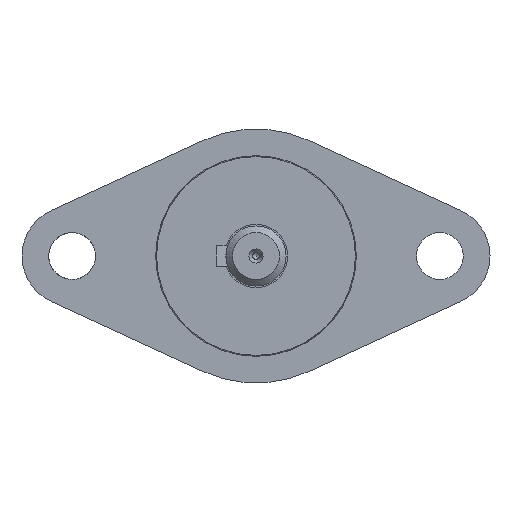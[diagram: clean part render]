
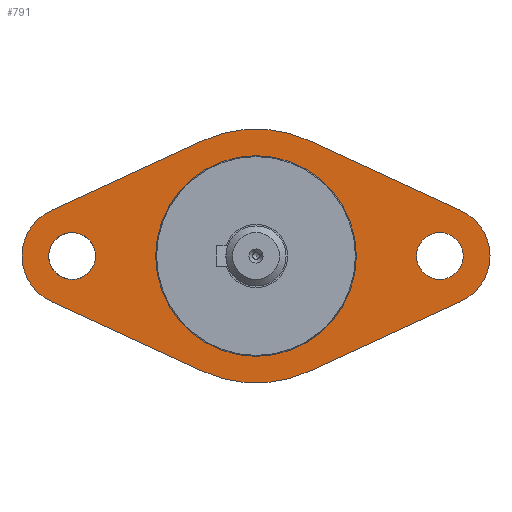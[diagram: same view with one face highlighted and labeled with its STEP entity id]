
A CAD part, left-side view. The second image highlights one B-rep face of the part: STEP entity #791.
In plain terms, the highlighted planar face has unit normal (-1, 0, 0).
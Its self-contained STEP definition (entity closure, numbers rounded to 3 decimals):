
#656=CARTESIAN_POINT('',(-65.7,0.,15.));
#657=VERTEX_POINT('',#656);
#658=CARTESIAN_POINT('',(-65.7,0.,0.));
#659=DIRECTION('',(1.0,0.0,0.0));
#660=DIRECTION('',(0.0,0.0,-1.0));
#661=AXIS2_PLACEMENT_3D('',#658,#659,#660);
#662=CIRCLE('',#661,15.0);
#663=EDGE_CURVE('',#657,#657,#662,.T.);
#691=CARTESIAN_POINT('',(-65.7,0.,0.));
#692=DIRECTION('',(1.0,0.0,0.0));
#693=DIRECTION('',(0.0,0.0,-1.0));
#694=AXIS2_PLACEMENT_3D('',#691,#692,#693);
#695=PLANE('',#694);
#696=CARTESIAN_POINT('',(-65.7,-30.636,-6.813));
#697=VERTEX_POINT('',#696);
#698=CARTESIAN_POINT('',(-65.7,-7.945,-17.259));
#699=VERTEX_POINT('',#698);
#700=CARTESIAN_POINT('',(-65.7,-30.636,-6.813));
#701=DIRECTION('',(0.0,0.908,-0.418));
#702=VECTOR('',#701,24.98);
#703=LINE('',#700,#702);
#704=EDGE_CURVE('',#697,#699,#703,.T.);
#705=ORIENTED_EDGE('',*,*,#704,.F.);
#706=CARTESIAN_POINT('',(-65.7,-30.636,6.813));
#707=VERTEX_POINT('',#706);
#708=CARTESIAN_POINT('',(-65.7,-27.5,0.));
#709=DIRECTION('',(1.,0.,0.));
#710=DIRECTION('',(0.,0.418,0.908));
#711=AXIS2_PLACEMENT_3D('',#708,#709,#710);
#712=CIRCLE('',#711,7.5);
#713=EDGE_CURVE('',#707,#697,#712,.T.);
#714=ORIENTED_EDGE('',*,*,#713,.F.);
#715=CARTESIAN_POINT('',(-65.7,-7.945,17.259));
#716=VERTEX_POINT('',#715);
#717=CARTESIAN_POINT('',(-65.7,-7.945,17.259));
#718=DIRECTION('',(0.0,-0.908,-0.418));
#719=VECTOR('',#718,24.98);
#720=LINE('',#717,#719);
#721=EDGE_CURVE('',#716,#707,#720,.T.);
#722=ORIENTED_EDGE('',*,*,#721,.F.);
#723=CARTESIAN_POINT('',(-65.7,7.945,17.259));
#724=VERTEX_POINT('',#723);
#725=CARTESIAN_POINT('',(-65.7,0.,0.));
#726=DIRECTION('',(1.0,0.,0.));
#727=DIRECTION('',(0.,0.418,-0.908));
#728=AXIS2_PLACEMENT_3D('',#725,#726,#727);
#729=CIRCLE('',#728,19.);
#730=EDGE_CURVE('',#724,#716,#729,.T.);
#731=ORIENTED_EDGE('',*,*,#730,.F.);
#732=CARTESIAN_POINT('',(-65.7,30.636,6.813));
#733=VERTEX_POINT('',#732);
#734=CARTESIAN_POINT('',(-65.7,30.636,6.813));
#735=DIRECTION('',(0.0,-0.908,0.418));
#736=VECTOR('',#735,24.98);
#737=LINE('',#734,#736);
#738=EDGE_CURVE('',#733,#724,#737,.T.);
#739=ORIENTED_EDGE('',*,*,#738,.F.);
#740=CARTESIAN_POINT('',(-65.7,30.636,-6.813));
#741=VERTEX_POINT('',#740);
#742=CARTESIAN_POINT('',(-65.7,27.5,0.));
#743=DIRECTION('',(1.0,0.,0.));
#744=DIRECTION('',(0.,-0.418,-0.908));
#745=AXIS2_PLACEMENT_3D('',#742,#743,#744);
#746=CIRCLE('',#745,7.5);
#747=EDGE_CURVE('',#741,#733,#746,.T.);
#748=ORIENTED_EDGE('',*,*,#747,.F.);
#749=CARTESIAN_POINT('',(-65.7,7.945,-17.259));
#750=VERTEX_POINT('',#749);
#751=CARTESIAN_POINT('',(-65.7,7.945,-17.259));
#752=DIRECTION('',(0.0,0.908,0.418));
#753=VECTOR('',#752,24.98);
#754=LINE('',#751,#753);
#755=EDGE_CURVE('',#750,#741,#754,.T.);
#756=ORIENTED_EDGE('',*,*,#755,.F.);
#757=CARTESIAN_POINT('',(-65.7,0.,0.));
#758=DIRECTION('',(1.0,0.,0.));
#759=DIRECTION('',(0.,-0.418,0.908));
#760=AXIS2_PLACEMENT_3D('',#757,#758,#759);
#761=CIRCLE('',#760,19.);
#762=EDGE_CURVE('',#699,#750,#761,.T.);
#763=ORIENTED_EDGE('',*,*,#762,.F.);
#764=EDGE_LOOP('',(#705,#714,#722,#731,#739,#748,#756,#763));
#765=FACE_OUTER_BOUND('',#764,.T.);
#766=ORIENTED_EDGE('',*,*,#663,.T.);
#767=EDGE_LOOP('',(#766));
#768=FACE_BOUND('',#767,.T.);
#769=CARTESIAN_POINT('',(-65.7,28.241,-3.421));
#770=VERTEX_POINT('',#769);
#771=CARTESIAN_POINT('',(-65.7,27.5,0.));
#772=DIRECTION('',(1.0,0.0,0.0));
#773=DIRECTION('',(0.0,0.0,1.0));
#774=AXIS2_PLACEMENT_3D('',#771,#772,#773);
#775=CIRCLE('',#774,3.5);
#776=EDGE_CURVE('',#770,#770,#775,.T.);
#777=ORIENTED_EDGE('',*,*,#776,.T.);
#778=EDGE_LOOP('',(#777));
#779=FACE_BOUND('',#778,.T.);
#780=CARTESIAN_POINT('',(-65.7,-27.5,3.5));
#781=VERTEX_POINT('',#780);
#782=CARTESIAN_POINT('',(-65.7,-27.5,0.));
#783=DIRECTION('',(1.0,0.0,0.0));
#784=DIRECTION('',(0.0,0.0,1.0));
#785=AXIS2_PLACEMENT_3D('',#782,#783,#784);
#786=CIRCLE('',#785,3.5);
#787=EDGE_CURVE('',#781,#781,#786,.T.);
#788=ORIENTED_EDGE('',*,*,#787,.T.);
#789=EDGE_LOOP('',(#788));
#790=FACE_BOUND('',#789,.T.);
#791=ADVANCED_FACE('',(#765,#768,#779,#790),#695,.F.);
